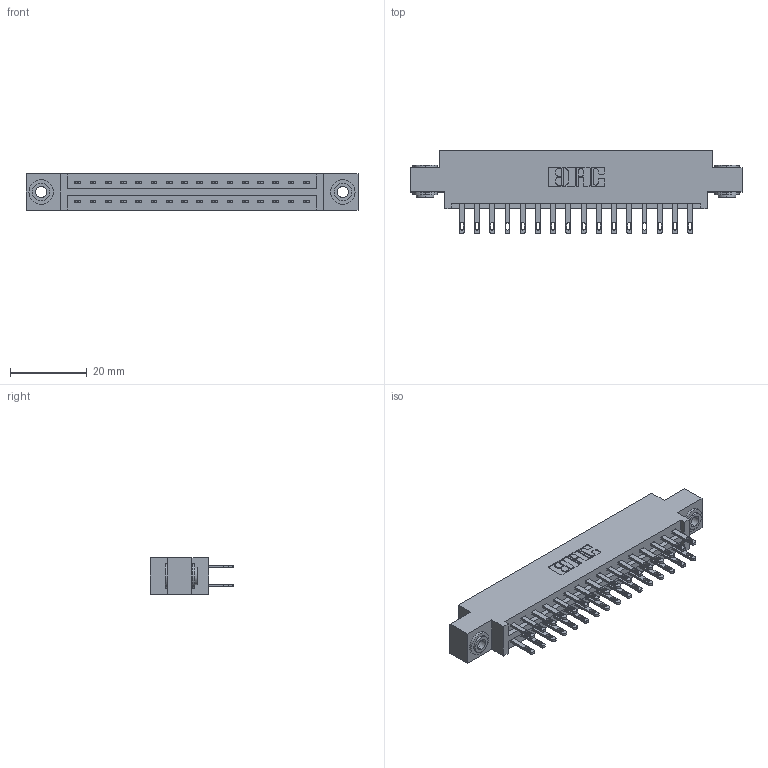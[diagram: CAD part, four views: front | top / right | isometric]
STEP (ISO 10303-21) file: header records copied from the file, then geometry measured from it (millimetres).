
FILE_DESCRIPTION (( 'STEP AP203' ), '1' );
FILE_NAME ('887-032-500-803.STEP', '2020-09-20T21:16:54', ( '' ), ( '' ), 'SwSTEP 2.0', 'SolidWorks 2020', '' );
FILE_SCHEMA (( 'CONFIG_CONTROL_DESIGN' ));
Length unit declared in the file: inch
Products named in the file (4): 837 Part_0.170 Offset - 0.156 Dia-TH; 887-032-500-803; 345-292-001_345-293-100; 345-250-002_345-250-002-102
Assembly tree (35 placements, depth 2):
  887-032-500-803
    837 Part_0.170 Offset - 0.156 Dia-TH
    345-292-001_345-293-100  x32
    345-250-002_345-250-002-102  x2
Bounding box: 86.41 x 21.85 x 9.4 mm (x, y, z)
Volume: 8760.2 mm3; surface area: 10338.2 mm2
Topology: 35 solids, 35 shells, 1756 faces, 5295 edges, 3526 vertices
Faces by surface type: plane 1108, cylinder 640, cone 8
Entity records: 16480 total; most frequent: CARTESIAN_POINT 2773, ORIENTED_EDGE 2702, DIRECTION 2441, EDGE_CURVE 1351, LINE 1195, VECTOR 1195, VERTEX_POINT 898, AXIS2_PLACEMENT_3D 623
